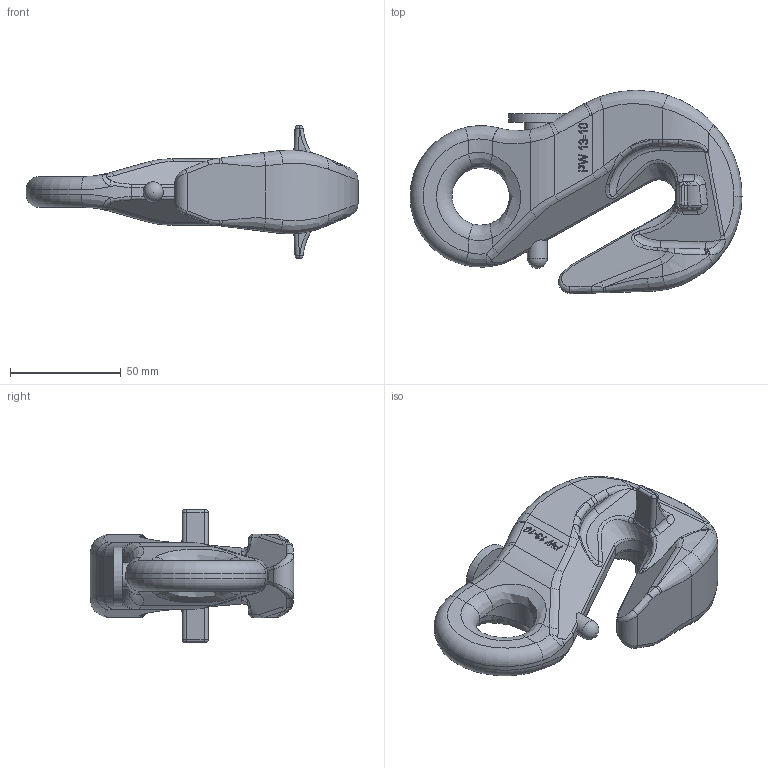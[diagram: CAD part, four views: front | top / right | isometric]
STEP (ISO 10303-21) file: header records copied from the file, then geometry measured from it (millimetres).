
FILE_DESCRIPTION(/* description */ (''),/* implementation_level */ '2;1');
FILE_NAME(/* name */ 'pewag_PSW_13.stp',/* time_stamp */ '2022-06-29T09:58:11+02:00',/* author */ (''),/* organization */ (''),/* preprocessor_version */ 'ST-DEVELOPER v16',/* originating_system */ 'SIEMENS PLM Software NX 11.0',/* authorisation */ '');
FILE_SCHEMA (('AUTOMOTIVE_DESIGN { 1 0 10303 214 3 1 1 1 }'));
Length unit declared in the file: millimetre
Products named in the file (1): KSE44B0A9CF4k6m
Bounding box: 150.21 x 92 x 60 mm (x, y, z)
Volume: 204719.3 mm3; surface area: 34355.7 mm2
Topology: 2 solids, 2 shells, 401 faces, 958 edges, 578 vertices
Faces by surface type: bspline 164, plane 112, extrusion 59, cylinder 54, torus 11, sphere 1
Full cylindrical faces by diameter (mm): 6 x1, 6.2 x1, 9 x1, 9.2 x1, 12 x1, 26 x1
Entity records: 18989 total; most frequent: CARTESIAN_POINT 11203, ORIENTED_EDGE 1886, DIRECTION 1067, EDGE_CURVE 943, VERTEX_POINT 575, B_SPLINE_CURVE_WITH_KNOTS 562, EDGE_LOOP 434, AXIS2_PLACEMENT_3D 405
